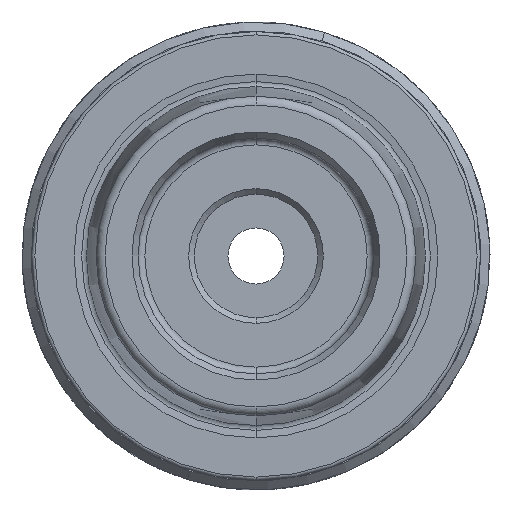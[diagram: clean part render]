
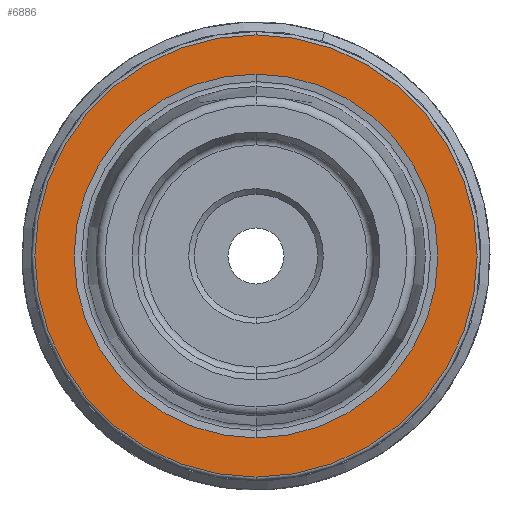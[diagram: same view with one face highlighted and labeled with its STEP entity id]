
A CAD part, left-side view. The second image highlights one B-rep face of the part: STEP entity #6886.
In plain terms, the highlighted planar face has unit normal (-1, 0, 0).
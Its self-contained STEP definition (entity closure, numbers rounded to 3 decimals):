
#133 = AXIS2_PLACEMENT_3D ( 'NONE', #6938, #3607, #330 ) ;
#330 = DIRECTION ( 'NONE',  ( 0., 0., 1. ) ) ;
#456 = VERTEX_POINT ( 'NONE', #1020 ) ;
#582 = ORIENTED_EDGE ( 'NONE', *, *, #3244, .F. ) ;
#953 = ORIENTED_EDGE ( 'NONE', *, *, #5612, .F. ) ;
#1020 = CARTESIAN_POINT ( 'NONE',  ( 0., 0., -19.7 ) ) ;
#1323 = ORIENTED_EDGE ( 'NONE', *, *, #5844, .T. ) ;
#1468 = FACE_BOUND ( 'NONE', #1790, .T. ) ;
#1518 = DIRECTION ( 'NONE',  ( -1., 0., 0. ) ) ;
#1596 = CARTESIAN_POINT ( 'NONE',  ( 0., 19.7, 0. ) ) ;
#1790 = EDGE_LOOP ( 'NONE', ( #582, #953 ) ) ;
#2025 = CARTESIAN_POINT ( 'NONE',  ( 0., 0., 19.7 ) ) ;
#2386 = DIRECTION ( 'NONE',  ( -1., 0., 0. ) ) ;
#2526 = AXIS2_PLACEMENT_3D ( 'NONE', #1596, #6010, #2710 ) ;
#2710 = DIRECTION ( 'NONE',  ( 0., 0., -1. ) ) ;
#2763 = VERTEX_POINT ( 'NONE', #2025 ) ;
#2885 = VERTEX_POINT ( 'NONE', #5548 ) ;
#3244 = EDGE_CURVE ( 'NONE', #3260, #2885, #6897, .T. ) ;
#3260 = VERTEX_POINT ( 'NONE', #4252 ) ;
#3272 = CARTESIAN_POINT ( 'NONE',  ( 0., 0., 0. ) ) ;
#3607 = DIRECTION ( 'NONE',  ( -1., 0., 0. ) ) ;
#3818 = DIRECTION ( 'NONE',  ( 0., 0., 1. ) ) ;
#4035 = CIRCLE ( 'NONE', #133, 16.207 ) ;
#4208 = FACE_OUTER_BOUND ( 'NONE', #5934, .T. ) ;
#4242 = AXIS2_PLACEMENT_3D ( 'NONE', #4822, #1518, #5376 ) ;
#4252 = CARTESIAN_POINT ( 'NONE',  ( 0., 0., 16.207 ) ) ;
#4822 = CARTESIAN_POINT ( 'NONE',  ( 0., 0., 0. ) ) ;
#4898 = PLANE ( 'NONE',  #2526 ) ;
#4914 = CIRCLE ( 'NONE', #6034, 19.7 ) ;
#5376 = DIRECTION ( 'NONE',  ( 0., 0., 1. ) ) ;
#5513 = CIRCLE ( 'NONE', #6274, 19.7 ) ;
#5548 = CARTESIAN_POINT ( 'NONE',  ( 0., 0., -16.207 ) ) ;
#5612 = EDGE_CURVE ( 'NONE', #2885, #3260, #4035, .T. ) ;
#5658 = ORIENTED_EDGE ( 'NONE', *, *, #6064, .T. ) ;
#5690 = CARTESIAN_POINT ( 'NONE',  ( 0., 0., 0. ) ) ;
#5844 = EDGE_CURVE ( 'NONE', #456, #2763, #4914, .T. ) ;
#5934 = EDGE_LOOP ( 'NONE', ( #5658, #1323 ) ) ;
#6010 = DIRECTION ( 'NONE',  ( 1., 0., 0. ) ) ;
#6034 = AXIS2_PLACEMENT_3D ( 'NONE', #3272, #7151, #3818 ) ;
#6064 = EDGE_CURVE ( 'NONE', #2763, #456, #5513, .T. ) ;
#6252 = DIRECTION ( 'NONE',  ( 0., 0., 1. ) ) ;
#6274 = AXIS2_PLACEMENT_3D ( 'NONE', #5690, #2386, #6252 ) ;
#6886 = ADVANCED_FACE ( 'NONE', ( #1468, #4208 ), #4898, .F. ) ;
#6897 = CIRCLE ( 'NONE', #4242, 16.207 ) ;
#6938 = CARTESIAN_POINT ( 'NONE',  ( 0., 0., 0. ) ) ;
#7151 = DIRECTION ( 'NONE',  ( -1., 0., 0. ) ) ;
